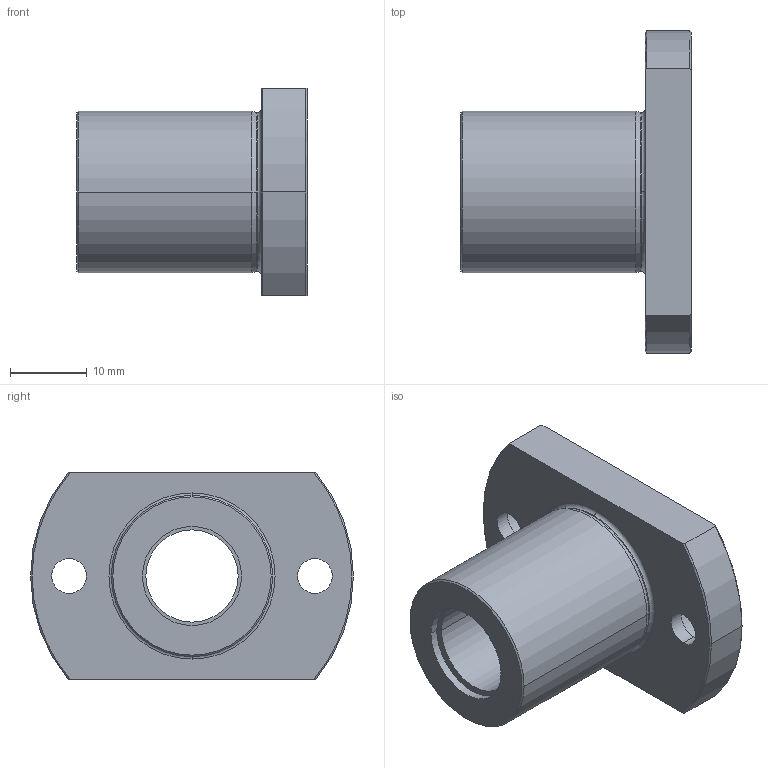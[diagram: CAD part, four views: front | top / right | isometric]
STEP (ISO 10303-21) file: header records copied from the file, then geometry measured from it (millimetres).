
FILE_DESCRIPTION( ( '' ), '1' );
FILE_NAME( 'SMT12UU.stp', '2015-05-13T12:43:57', ( '' ), ( '' ), ' ', ' ', ' ' );
FILE_SCHEMA( ( 'CONFIG_CONTROL_DESIGN' ) );
Length unit declared in the file: millimetre
Products named in the file (1): 1
Bounding box: 30 x 42 x 27 mm (x, y, z)
Volume: 10730.7 mm3; surface area: 5633.4 mm2
Topology: 1 solids, 1 shells, 51 faces, 117 edges, 75 vertices
Faces by surface type: cylinder 24, cone 12, plane 11, torus 4
Entity records: 1518 total; most frequent: DIRECTION 284, CARTESIAN_POINT 260, ORIENTED_EDGE 234, AXIS2_PLACEMENT_3D 123, EDGE_CURVE 117, VERTEX_POINT 75, CIRCLE 71, EDGE_LOOP 64
